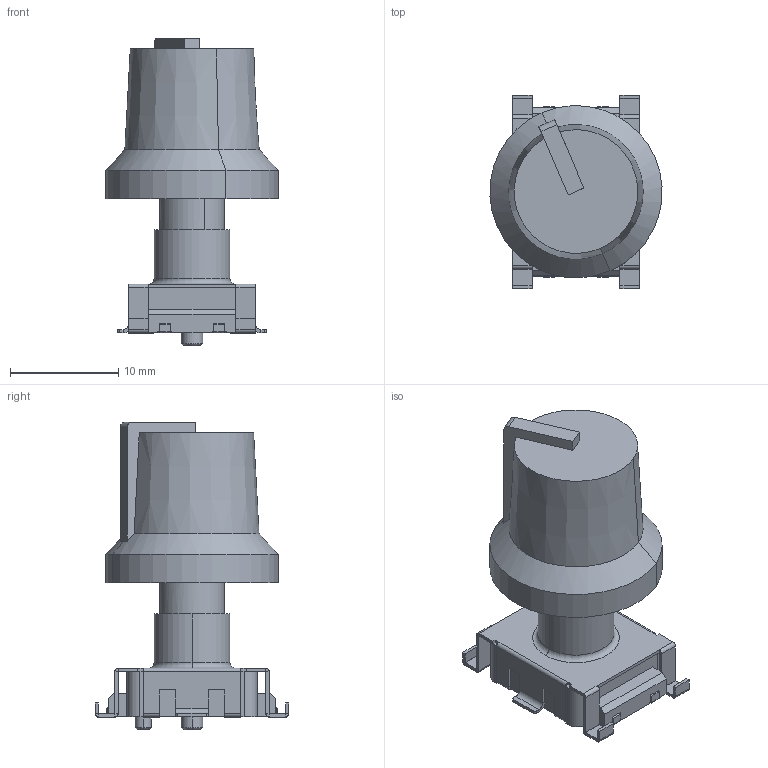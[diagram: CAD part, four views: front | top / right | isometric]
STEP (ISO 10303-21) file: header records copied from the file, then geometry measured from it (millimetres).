
FILE_DESCRIPTION (( 'STEP AP214' ), '1' );
FILE_NAME ('PEC11J-9220F-S0015.stp', '2023-12-15T09:25:38', ( '' ), ( '' ), 'SwSTEP 2.0', 'SolidWorks 2020', '' );
FILE_SCHEMA (( 'AUTOMOTIVE_DESIGN' ));
Length unit declared in the file: millimetre
Products named in the file (7): PEC11J-9220F-S0015; PEC11S.step; Copy of Pads.step.step^Copy of PEC11S.step.step_PEC11S.step; Copy of PEC11S.step.step^PEC11S.step; Copy of Body.step.step^Copy of PEC11S.step.step_PEC11S.step; Copy of Part6.step^PEC11S.step; Copy of Shield.step.step^Copy of PEC11S.step.step_PEC11S.step
Assembly tree (6 placements, depth 4):
  PEC11J-9220F-S0015
    PEC11S.step
      Copy of PEC11S.step.step^PEC11S.step
        Copy of Body.step.step^Copy of PEC11S.step.step_PEC11S.step
        Copy of Shield.step.step^Copy of PEC11S.step.step_PEC11S.step
        Copy of Pads.step.step^Copy of PEC11S.step.step_PEC11S.step
      Copy of Part6.step^PEC11S.step
Bounding box: 15.87 x 17.86 x 28.4 mm (x, y, z)
Volume: 2644.3 mm3; surface area: 2550.3 mm2
Topology: 8 solids, 8 shells, 391 faces, 916 edges, 545 vertices
Faces by surface type: plane 306, cylinder 73, cone 10, torus 2
Entity records: 11404 total; most frequent: CARTESIAN_POINT 1904, DIRECTION 1874, ORIENTED_EDGE 1832, EDGE_CURVE 916, VECTOR 746, LINE 746, AXIS2_PLACEMENT_3D 564, VERTEX_POINT 545
